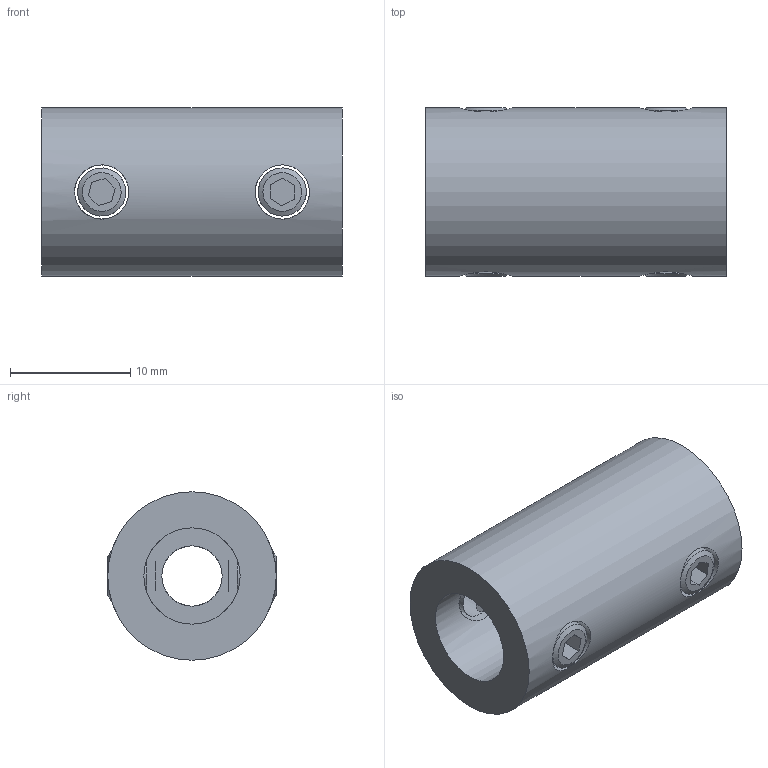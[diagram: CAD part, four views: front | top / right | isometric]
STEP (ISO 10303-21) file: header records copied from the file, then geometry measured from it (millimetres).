
FILE_DESCRIPTION(/* description */ (''),/* implementation_level */ '2;1');
FILE_NAME(/* name */ 'Shaft Coupler 8-5mm.stp',/* time_stamp */ '2025-12-16T16:04:27+02:00',/* author */ ('hazem'),/* organization */ (''),/* preprocessor_version */ 'ST-DEVELOPER v20',/* originating_system */ 'Autodesk Inventor 2025',/* authorisation */ '');
FILE_SCHEMA (('AUTOMOTIVE_DESIGN { 1 0 10303 214 3 1 1 }'));
Length unit declared in the file: millimetre
Products named in the file (1): Shaft Coupler 8-5mm
Bounding box: 25 x 14 x 14 mm (x, y, z)
Volume: 2878 mm3; surface area: 2287.5 mm2
Topology: 5 solids, 5 shells, 58 faces, 133 edges, 90 vertices
Faces by surface type: plane 39, cylinder 11, cone 8
Full cylindrical faces by diameter (mm): 4 x4, 4.5 x4, 5 x1, 8 x1, 14 x1
Entity records: 1968 total; most frequent: CARTESIAN_POINT 570, ORIENTED_EDGE 266, DIRECTION 261, EDGE_CURVE 133, LINE 91, VECTOR 91, VERTEX_POINT 90, AXIS2_PLACEMENT_3D 85
